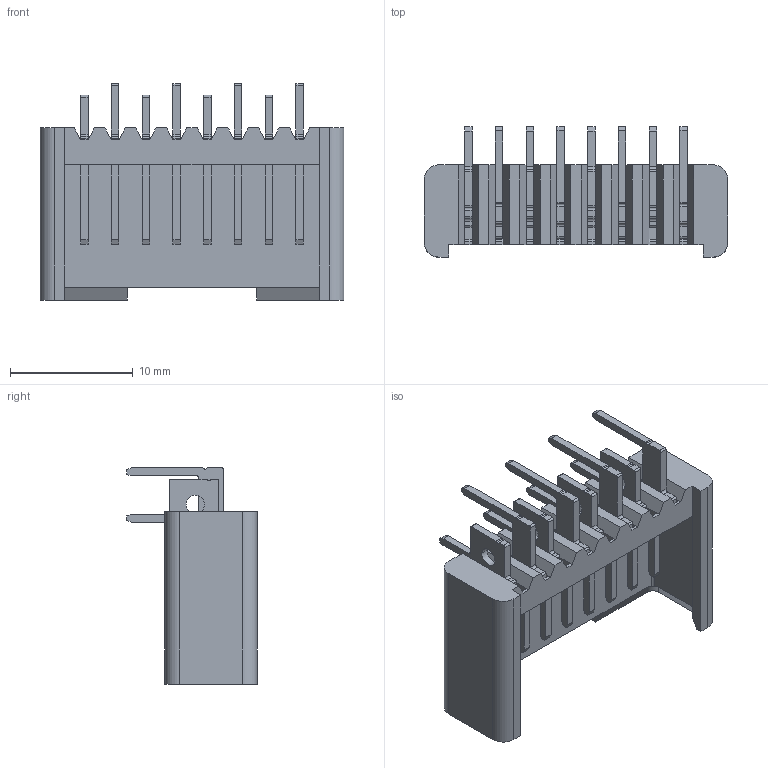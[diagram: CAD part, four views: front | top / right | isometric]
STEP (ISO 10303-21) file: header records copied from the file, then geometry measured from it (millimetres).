
FILE_DESCRIPTION( ('This file contains a STEP AP42 implementation' ,'as created by ZW3D STEP Interface translator.') ,'2;1' );
FILE_NAME( 'WF2512-WRXXGA3.stp' ,'23 426.1010 5', (''), ('ZWCAD Software Co.'), 'Version 1.0', 'ZW3D to STEP translator', '' );
FILE_SCHEMA(('AUTOMOTIVE_DESIGN { 1 0 10303 214 1 1 1 1 }'));
Length unit declared in the file: millimetre
Products named in the file (2): 0; WF2512-WRXXGA3
Bounding box: 24.7 x 10.6 x 17.57 mm (x, y, z)
Volume: 899.5 mm3; surface area: 2052.6 mm2
Topology: 1 solids, 1 shells, 510 faces, 1608 edges, 1060 vertices
Faces by surface type: plane 370, cylinder 140
Entity records: 18399 total; most frequent: CARTESIAN_POINT 3267, ORIENTED_EDGE 3216, DIRECTION 2882, EDGE_CURVE 1608, VECTOR 1324, LINE 1324, VERTEX_POINT 1060, AXIS2_PLACEMENT_3D 779
